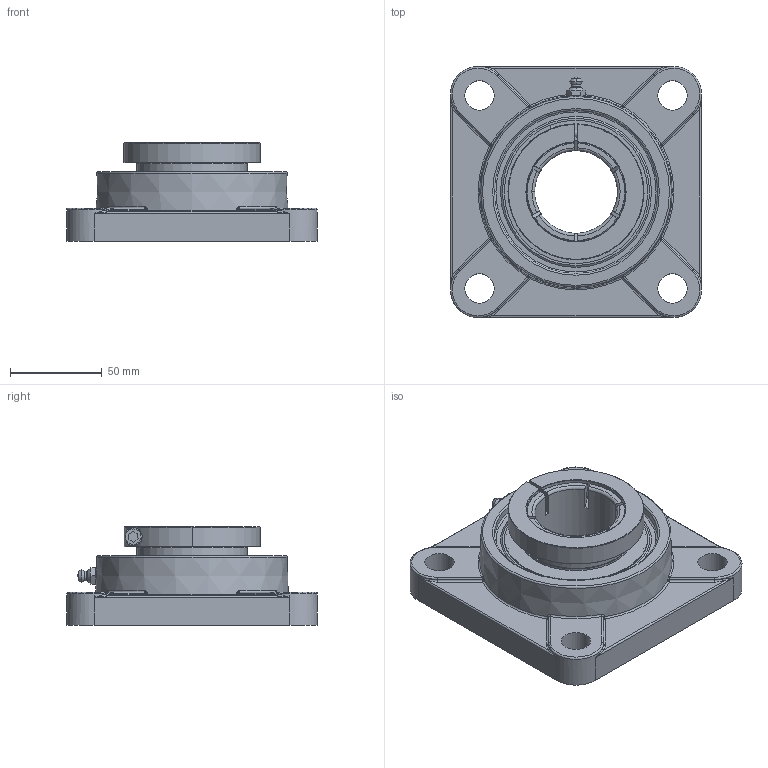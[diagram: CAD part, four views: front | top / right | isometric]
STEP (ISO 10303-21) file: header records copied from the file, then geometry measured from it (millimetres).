
FILE_DESCRIPTION(('HOOPS Exchange Step'),'2;1');
FILE_NAME('export-F079F8FB-C843-4A83-843B-C22143260F39.stp','2019-12-12T16:00:56+16:00',('ibuslach'),('Alibre'),'HOOPS Exchange 2019.2','Alibre','Unknown authorisation');
FILE_SCHEMA( ('AP242_MANAGED_MODEL_BASED_3D_ENGINEERING_MIM_LF {1 0 10303 442 1 1 4 }') );
Length unit declared in the file: centimetre
Products named in the file (8): MRN SF 209; UCP ZERK 6mm; SUE 209 LOCK RING; SUE 209 RACES; SUE 209 SHIELD; SUE 207 BOLT; MRN SUE 209; MRN SUEF 209
Assembly tree (8 placements, depth 3):
  MRN SUEF 209
    MRN SF 209
    UCP ZERK 6mm
    MRN SUE 209
      SUE 209 LOCK RING
      SUE 209 RACES
      SUE 209 SHIELD  x2
      SUE 207 BOLT
Bounding box: 136.5 x 136.5 x 53.7 mm (x, y, z)
Volume: 345032.8 mm3; surface area: 104615.3 mm2
Topology: 8 solids, 8 shells, 305 faces, 807 edges, 499 vertices
Faces by surface type: plane 87, cylinder 82, torus 49, cone 41, bspline 28, sphere 18
Full cylindrical faces by diameter (mm): 1.976 x2, 4.134 x1, 4.137 x1, 5.8 x1, 6 x1, 6.045 x1, 8.5 x1, 16 x4, 45 x1, 60 x4, 61.016 x2, 76 x2, 78 x2, 88.9 x1, 91.44 x1
Entity records: 16562 total; most frequent: CARTESIAN_POINT 9129, DIRECTION 1561, ORIENTED_EDGE 1528, EDGE_CURVE 764, AXIS2_PLACEMENT_3D 654, VERTEX_POINT 485, CIRCLE 360, EDGE_LOOP 329
